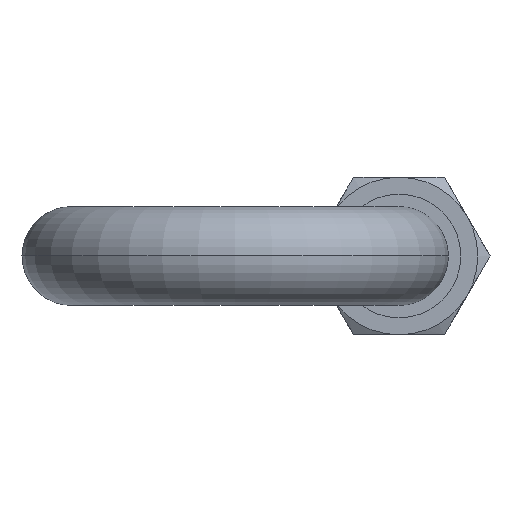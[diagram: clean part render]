
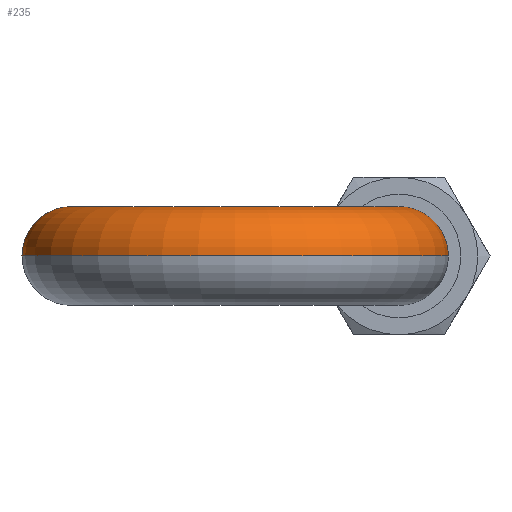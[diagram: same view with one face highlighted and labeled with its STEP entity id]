
A CAD part, front view. The second image highlights one B-rep face of the part: STEP entity #235.
In plain terms, the highlighted toroidal (fillet/blend) face has major radius 13.25 mm and minor radius 4 mm.
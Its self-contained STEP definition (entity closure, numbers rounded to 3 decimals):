
#13 = DIRECTION ( 'NONE',  ( 1., 0., 0. ) ) ;
#45 = CARTESIAN_POINT ( 'NONE',  ( -13.25, -27.75, 0. ) ) ;
#69 = DIRECTION ( 'NONE',  ( 0., 0., 1. ) ) ;
#97 = DIRECTION ( 'NONE',  ( 0., 0., 1. ) ) ;
#108 = TOROIDAL_SURFACE ( 'NONE', #1521, 13.25, 4. ) ;
#131 = EDGE_CURVE ( 'NONE', #1766, #359, #2031, .T. ) ;
#170 = CIRCLE ( 'NONE', #381, 4. ) ;
#178 = CARTESIAN_POINT ( 'NONE',  ( 13.25, -27.75, 4. ) ) ;
#179 = ORIENTED_EDGE ( 'NONE', *, *, #231, .T. ) ;
#231 = EDGE_CURVE ( 'NONE', #1893, #1766, #1159, .T. ) ;
#235 = ADVANCED_FACE ( 'NONE', ( #1524 ), #108, .T. ) ;
#239 = CIRCLE ( 'NONE', #1784, 9.25 ) ;
#241 = CARTESIAN_POINT ( 'NONE',  ( 13.25, -27.75, 0. ) ) ;
#340 = CARTESIAN_POINT ( 'NONE',  ( 0., -27.75, 0. ) ) ;
#359 = VERTEX_POINT ( 'NONE', #1378 ) ;
#381 = AXIS2_PLACEMENT_3D ( 'NONE', #241, #1655, #1674 ) ;
#488 = DIRECTION ( 'NONE',  ( 0., 0., 1. ) ) ;
#502 = DIRECTION ( 'NONE',  ( 0., 0., 1. ) ) ;
#666 = EDGE_CURVE ( 'NONE', #1893, #1791, #239, .T. ) ;
#847 = DIRECTION ( 'NONE',  ( 1., 0., 0. ) ) ;
#850 = VERTEX_POINT ( 'NONE', #178 ) ;
#885 = CARTESIAN_POINT ( 'NONE',  ( 0., -27.75, 0. ) ) ;
#894 = DIRECTION ( 'NONE',  ( 1., 0., 0. ) ) ;
#969 = ORIENTED_EDGE ( 'NONE', *, *, #1864, .F. ) ;
#990 = EDGE_CURVE ( 'NONE', #1791, #850, #170, .T. ) ;
#999 = ORIENTED_EDGE ( 'NONE', *, *, #131, .T. ) ;
#1029 = AXIS2_PLACEMENT_3D ( 'NONE', #340, #502, #13 ) ;
#1031 = DIRECTION ( 'NONE',  ( 0., 0., 1. ) ) ;
#1081 = EDGE_LOOP ( 'NONE', ( #179, #999, #969, #1154, #1752 ) ) ;
#1154 = ORIENTED_EDGE ( 'NONE', *, *, #990, .F. ) ;
#1159 = CIRCLE ( 'NONE', #1278, 4. ) ;
#1271 = AXIS2_PLACEMENT_3D ( 'NONE', #1593, #1449, #488 ) ;
#1278 = AXIS2_PLACEMENT_3D ( 'NONE', #45, #1491, #69 ) ;
#1335 = CIRCLE ( 'NONE', #1271, 4. ) ;
#1378 = CARTESIAN_POINT ( 'NONE',  ( 17.25, -27.75, 0. ) ) ;
#1449 = DIRECTION ( 'NONE',  ( 0., 1., 0. ) ) ;
#1466 = CARTESIAN_POINT ( 'NONE',  ( 9.25, -27.75, 0. ) ) ;
#1491 = DIRECTION ( 'NONE',  ( 0., -1., 0. ) ) ;
#1521 = AXIS2_PLACEMENT_3D ( 'NONE', #1828, #1031, #847 ) ;
#1524 = FACE_OUTER_BOUND ( 'NONE', #1081, .T. ) ;
#1593 = CARTESIAN_POINT ( 'NONE',  ( 13.25, -27.75, 0. ) ) ;
#1655 = DIRECTION ( 'NONE',  ( 0., 1., 0. ) ) ;
#1674 = DIRECTION ( 'NONE',  ( 0., 0., 1. ) ) ;
#1752 = ORIENTED_EDGE ( 'NONE', *, *, #666, .F. ) ;
#1766 = VERTEX_POINT ( 'NONE', #2062 ) ;
#1784 = AXIS2_PLACEMENT_3D ( 'NONE', #885, #97, #894 ) ;
#1791 = VERTEX_POINT ( 'NONE', #1466 ) ;
#1828 = CARTESIAN_POINT ( 'NONE',  ( 0., -27.75, 0. ) ) ;
#1864 = EDGE_CURVE ( 'NONE', #850, #359, #1335, .T. ) ;
#1893 = VERTEX_POINT ( 'NONE', #1936 ) ;
#1936 = CARTESIAN_POINT ( 'NONE',  ( -9.25, -27.75, 0. ) ) ;
#2031 = CIRCLE ( 'NONE', #1029, 17.25 ) ;
#2062 = CARTESIAN_POINT ( 'NONE',  ( -17.25, -27.75, 0. ) ) ;
